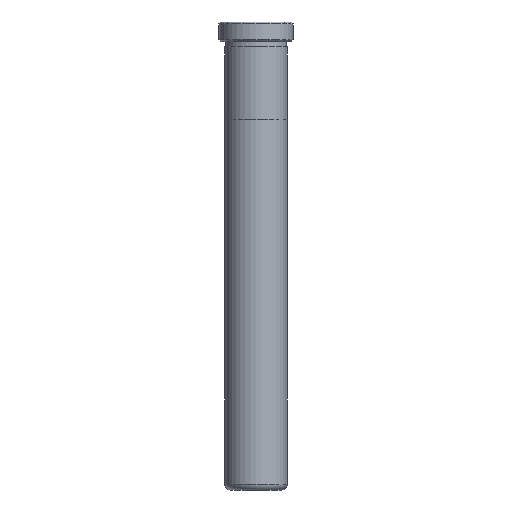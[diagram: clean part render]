
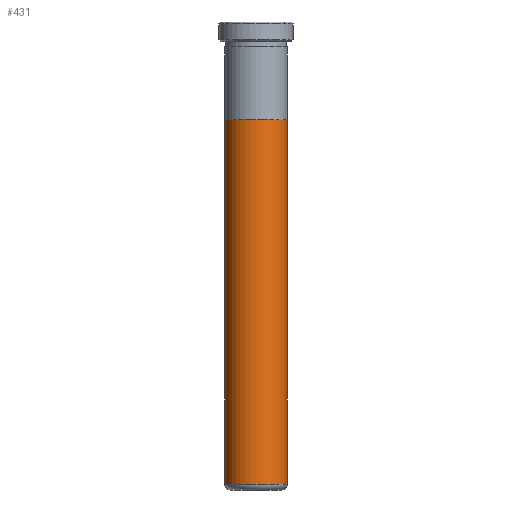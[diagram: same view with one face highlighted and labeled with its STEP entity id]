
A CAD part, front view. The second image highlights one B-rep face of the part: STEP entity #431.
In plain terms, the highlighted cylindrical face has radius 7.995 mm (diameter 15.99 mm), a partial arc.
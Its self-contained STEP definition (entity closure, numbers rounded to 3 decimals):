
#9 = AXIS2_PLACEMENT_3D ( 'NONE', #523, #1306, #635 ) ;
#87 = VECTOR ( 'NONE', #1434, 1000. ) ;
#150 = DIRECTION ( 'NONE',  ( 0., 0., -1. ) ) ;
#172 = CIRCLE ( 'NONE', #9, 7.995 ) ;
#182 = EDGE_LOOP ( 'NONE', ( #645, #592, #324, #1229 ) ) ;
#192 = EDGE_CURVE ( 'NONE', #922, #261, #1361, .T. ) ;
#247 = FACE_OUTER_BOUND ( 'NONE', #182, .T. ) ;
#256 = DIRECTION ( 'NONE',  ( 0., 0., -1. ) ) ;
#261 = VERTEX_POINT ( 'NONE', #1018 ) ;
#324 = ORIENTED_EDGE ( 'NONE', *, *, #192, .T. ) ;
#365 = AXIS2_PLACEMENT_3D ( 'NONE', #1281, #611, #1397 ) ;
#374 = DIRECTION ( 'NONE',  ( -1., 0., 0. ) ) ;
#405 = EDGE_CURVE ( 'NONE', #922, #663, #932, .T. ) ;
#431 = ADVANCED_FACE ( 'NONE', ( #247 ), #1098, .T. ) ;
#455 = VECTOR ( 'NONE', #150, 1000. ) ;
#468 = EDGE_CURVE ( 'NONE', #261, #1066, #172, .T. ) ;
#471 = EDGE_CURVE ( 'NONE', #663, #1066, #1060, .T. ) ;
#515 = CARTESIAN_POINT ( 'NONE',  ( 7.995, 0., 1.5 ) ) ;
#523 = CARTESIAN_POINT ( 'NONE',  ( 0., 0., 1.5 ) ) ;
#574 = CARTESIAN_POINT ( 'NONE',  ( 7.995, 0., 95. ) ) ;
#592 = ORIENTED_EDGE ( 'NONE', *, *, #405, .F. ) ;
#611 = DIRECTION ( 'NONE',  ( 0., 0., 1. ) ) ;
#613 = CARTESIAN_POINT ( 'NONE',  ( -7.995, 0., 95. ) ) ;
#635 = DIRECTION ( 'NONE',  ( 1., 0., 0. ) ) ;
#645 = ORIENTED_EDGE ( 'NONE', *, *, #471, .F. ) ;
#663 = VERTEX_POINT ( 'NONE', #574 ) ;
#856 = CARTESIAN_POINT ( 'NONE',  ( 7.995, 0., 115. ) ) ;
#922 = VERTEX_POINT ( 'NONE', #613 ) ;
#932 = CIRCLE ( 'NONE', #365, 7.995 ) ;
#949 = CARTESIAN_POINT ( 'NONE',  ( 0., 0., 115. ) ) ;
#1018 = CARTESIAN_POINT ( 'NONE',  ( -7.995, 0., 1.5 ) ) ;
#1060 = LINE ( 'NONE', #856, #455 ) ;
#1066 = VERTEX_POINT ( 'NONE', #515 ) ;
#1098 = CYLINDRICAL_SURFACE ( 'NONE', #1140, 7.995 ) ;
#1140 = AXIS2_PLACEMENT_3D ( 'NONE', #949, #256, #374 ) ;
#1212 = CARTESIAN_POINT ( 'NONE',  ( -7.995, 0., 115. ) ) ;
#1229 = ORIENTED_EDGE ( 'NONE', *, *, #468, .T. ) ;
#1281 = CARTESIAN_POINT ( 'NONE',  ( 0., 0., 95. ) ) ;
#1306 = DIRECTION ( 'NONE',  ( 0., 0., 1. ) ) ;
#1361 = LINE ( 'NONE', #1212, #87 ) ;
#1397 = DIRECTION ( 'NONE',  ( 1., 0., 0. ) ) ;
#1434 = DIRECTION ( 'NONE',  ( 0., 0., -1. ) ) ;
